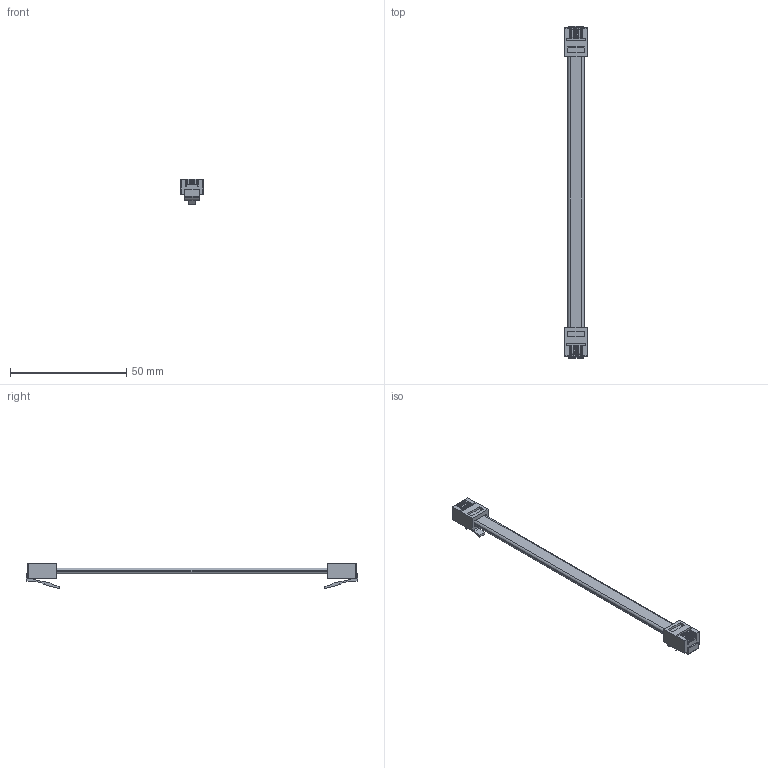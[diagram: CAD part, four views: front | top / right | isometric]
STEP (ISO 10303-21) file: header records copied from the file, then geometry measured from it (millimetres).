
FILE_DESCRIPTION (( 'STEP AP203' ), '1' );
FILE_NAME ('TDC027.STEP', '2006-06-23T20:21:31', ( 'lcom' ), ( 'lcom' ), 'SwSTEP 2.0', 'SolidWorks 2006004', '' );
FILE_SCHEMA (( 'CONFIG_CONTROL_DESIGN' ));
Length unit declared in the file: inch
Products named in the file (3): TDC027; TDB6-PROD_6 COND FLAT CABLE NO STRIP; TSP3066-PROD
Assembly tree (3 placements, depth 2):
  TDC027
    TSP3066-PROD  x2
    TDB6-PROD_6 COND FLAT CABLE NO STRIP
Bounding box: 9.63 x 143.05 x 11.03 mm (x, y, z)
Volume: 3461.1 mm3; surface area: 4310.8 mm2
Topology: 3 solids, 3 shells, 342 faces, 940 edges, 616 vertices
Faces by surface type: plane 240, cylinder 68, bspline 34
Entity records: 7217 total; most frequent: CARTESIAN_POINT 2471, ORIENTED_EDGE 964, DIRECTION 850, EDGE_CURVE 482, LINE 368, VECTOR 368, VERTEX_POINT 316, AXIS2_PLACEMENT_3D 241
